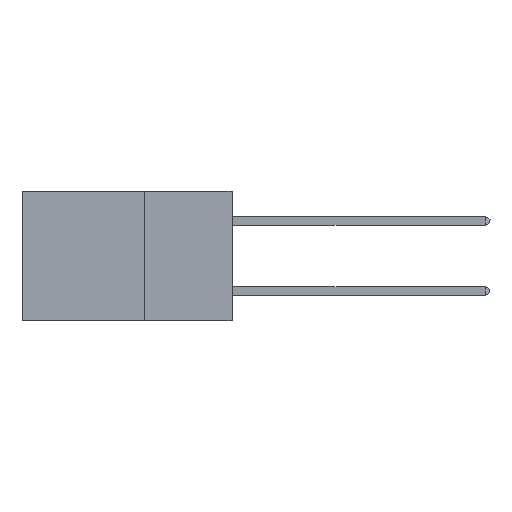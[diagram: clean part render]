
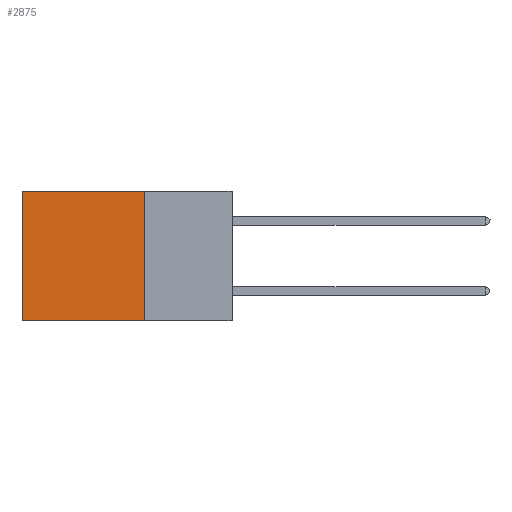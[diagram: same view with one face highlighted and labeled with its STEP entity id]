
A CAD part, left-side view. The second image highlights one B-rep face of the part: STEP entity #2875.
In plain terms, the highlighted planar face has unit normal (-1, 0, 0).
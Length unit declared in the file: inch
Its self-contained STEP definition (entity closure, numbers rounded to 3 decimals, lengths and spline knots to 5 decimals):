
#909 = CARTESIAN_POINT ( 'NONE',  ( 0.2875, 0.6, -0.37 ) ) ;
#2222 = ORIENTED_EDGE ( 'NONE', *, *, #14703, .T. ) ;
#2875 = ADVANCED_FACE ( 'NONE', ( #5624 ), #10980, .F. ) ;
#2954 = DIRECTION ( 'NONE',  ( 0., 1., 0. ) ) ;
#4685 = VERTEX_POINT ( 'NONE', #909 ) ;
#5624 = FACE_OUTER_BOUND ( 'NONE', #13447, .T. ) ;
#9330 = ORIENTED_EDGE ( 'NONE', *, *, #13694, .T. ) ;
#10980 = PLANE ( 'NONE',  #12393 ) ;
#12393 = AXIS2_PLACEMENT_3D ( 'NONE', #25830, #29970, #45314 ) ;
#13447 = EDGE_LOOP ( 'NONE', ( #2222, #39182, #24417, #9330 ) ) ;
#13694 = EDGE_CURVE ( 'NONE', #38671, #33632, #23588, .T. ) ;
#14703 = EDGE_CURVE ( 'NONE', #33632, #4685, #25862, .T. ) ;
#18230 = VECTOR ( 'NONE', #44245, 39.37008 ) ;
#23588 = LINE ( 'NONE', #45140, #42548 ) ;
#23744 = LINE ( 'NONE', #31137, #27880 ) ;
#24417 = ORIENTED_EDGE ( 'NONE', *, *, #37874, .F. ) ;
#24921 = CARTESIAN_POINT ( 'NONE',  ( 0.2875, 0.6, 0. ) ) ;
#25830 = CARTESIAN_POINT ( 'NONE',  ( 0.2875, 0.25, 0. ) ) ;
#25862 = LINE ( 'NONE', #47868, #18230 ) ;
#26667 = CARTESIAN_POINT ( 'NONE',  ( 0.2875, 0.25, 0. ) ) ;
#27880 = VECTOR ( 'NONE', #39045, 39.37008 ) ;
#28147 = VECTOR ( 'NONE', #2954, 39.37008 ) ;
#28739 = EDGE_CURVE ( 'NONE', #43120, #4685, #46507, .T. ) ;
#29970 = DIRECTION ( 'NONE',  ( 1., 0., 0. ) ) ;
#30185 = CARTESIAN_POINT ( 'NONE',  ( 0.2875, 0.25, -0.37 ) ) ;
#31137 = CARTESIAN_POINT ( 'NONE',  ( 0.2875, 0.25, 0. ) ) ;
#33632 = VERTEX_POINT ( 'NONE', #24921 ) ;
#37874 = EDGE_CURVE ( 'NONE', #38671, #43120, #23744, .T. ) ;
#38671 = VERTEX_POINT ( 'NONE', #26667 ) ;
#39045 = DIRECTION ( 'NONE',  ( 0., 0., -1. ) ) ;
#39182 = ORIENTED_EDGE ( 'NONE', *, *, #28739, .F. ) ;
#42548 = VECTOR ( 'NONE', #45300, 39.37008 ) ;
#43120 = VERTEX_POINT ( 'NONE', #30185 ) ;
#44245 = DIRECTION ( 'NONE',  ( 0., 0., -1. ) ) ;
#44413 = CARTESIAN_POINT ( 'NONE',  ( 0.2875, 0.25, -0.37 ) ) ;
#45140 = CARTESIAN_POINT ( 'NONE',  ( 0.2875, 0.25, 0. ) ) ;
#45300 = DIRECTION ( 'NONE',  ( 0., 1., 0. ) ) ;
#45314 = DIRECTION ( 'NONE',  ( 0., 0., -1. ) ) ;
#46507 = LINE ( 'NONE', #44413, #28147 ) ;
#47868 = CARTESIAN_POINT ( 'NONE',  ( 0.2875, 0.6, 0. ) ) ;
